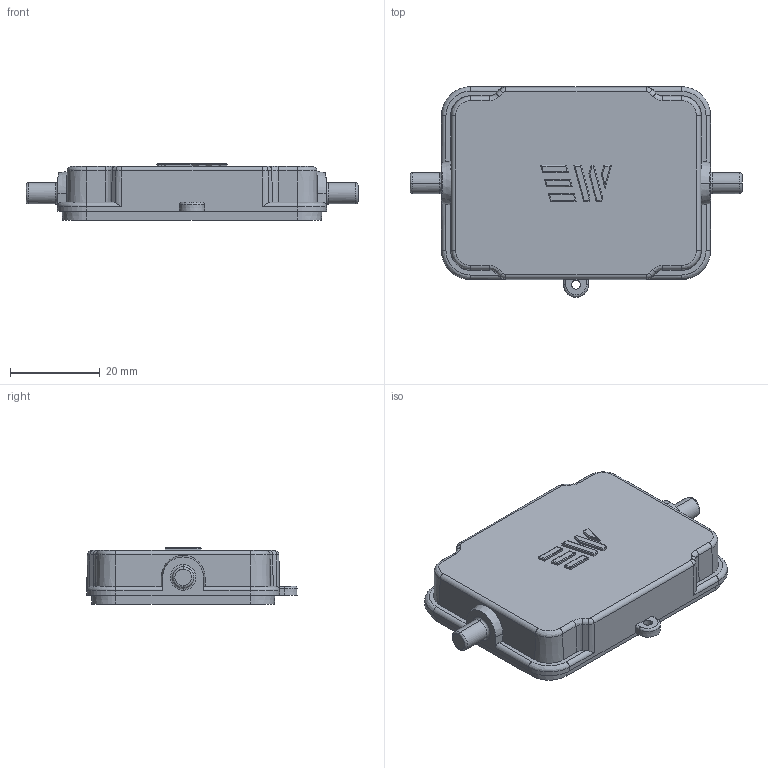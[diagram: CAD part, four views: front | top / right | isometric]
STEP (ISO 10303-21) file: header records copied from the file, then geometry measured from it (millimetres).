
FILE_DESCRIPTION (( 'STEP AP203' ), '1' );
FILE_NAME ('29644.step', '2025-02-12T17:36:14', ( '' ), ( '' ), 'SwSTEP 2.0', 'SolidWorks 2024', '' );
FILE_SCHEMA (( 'CONFIG_CONTROL_DESIGN' ));
Length unit declared in the file: inch
Products named in the file (1): 29644
Bounding box: 74 x 46.95 x 12.6 mm (x, y, z)
Volume: 8996.5 mm3; surface area: 9161.5 mm2
Topology: 1 solids, 1 shells, 228 faces, 555 edges, 339 vertices
Faces by surface type: plane 84, cylinder 65, cone 42, bspline 33, torus 4
Entity records: 7675 total; most frequent: CARTESIAN_POINT 2528, ORIENTED_EDGE 1110, DIRECTION 995, EDGE_CURVE 555, VERTEX_POINT 339, AXIS2_PLACEMENT_3D 336, LINE 323, VECTOR 323
